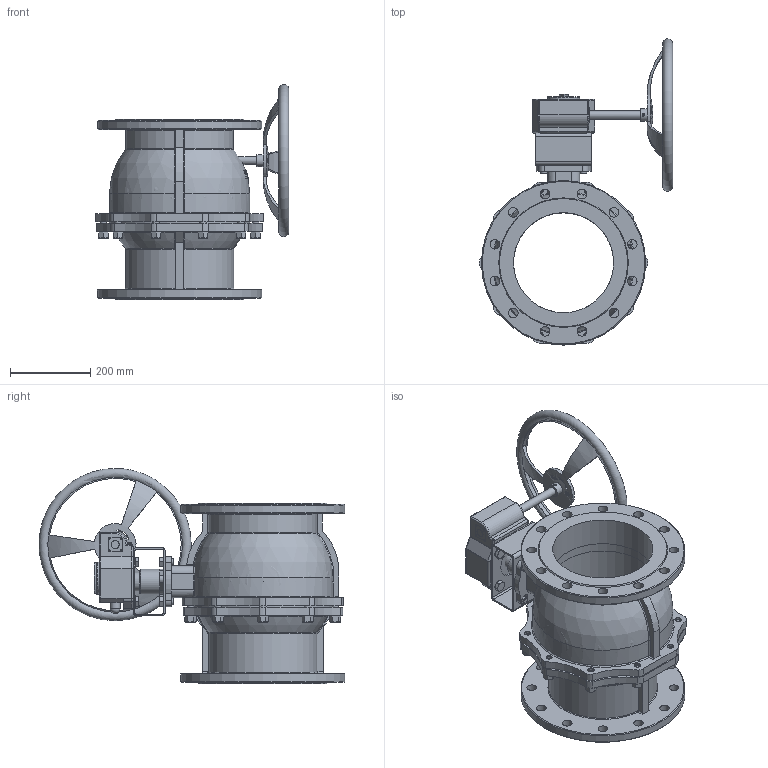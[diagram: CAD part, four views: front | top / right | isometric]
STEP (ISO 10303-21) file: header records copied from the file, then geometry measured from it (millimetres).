
FILE_DESCRIPTION(/* description */ (''),/* implementation_level */ '2;1');
FILE_NAME(/* name */ 'DN250_3D_STEP.stp',/* time_stamp */ '2023-12-19T17:57:03+03:00',/* author */ ('igorr'),/* organization */ (''),/* preprocessor_version */ 'ST-DEVELOPER v19.2',/* originating_system */ 'Autodesk Inventor 2023',/* authorisation */ '');
FILE_SCHEMA (('AUTOMOTIVE_DESIGN { 1 0 10303 214 3 1 1 }'));
Length unit declared in the file: millimetre
Products named in the file (18): Сборка; Деталь1; Деталь2; Деталь3; Деталь4; Деталь5; Деталь7; AS 1421 - M16 x 60 засверленный 
конец; ANSI B18.2.4.2M - M16x2; Сборка_1; Сборка0; Деталь1_1; AS 1427 - M2 x 4; AS 1427 - M5 x 6; Деталь2_1; BS 1804-2 - 6 x 30; Деталь8; AS 1110 - M16 x 25
Assembly tree (55 placements, depth 4):
  Сборка
    Деталь1
    Деталь2
    Деталь3
    Деталь4  x2
    Деталь5
    Деталь7
    AS 1421 - M16 x 60 засверленный 
конец  x10
    ANSI B18.2.4.2M - M16x2  x10
    Сборка_1
      Сборка0
        Деталь1_1
        AS 1427 - M2 x 4  x8
        AS 1427 - M5 x 6  x6
      Деталь2_1
      BS 1804-2 - 6 x 30
    Деталь8
    AS 1110 - M16 x 25  x8
Bounding box: 482.74 x 763.68 x 536.94 mm (x, y, z)
Volume: 23405891.7 mm3; surface area: 2554944.4 mm2
Topology: 53 solids, 54 shells, 1807 faces, 4447 edges, 2779 vertices
Faces by surface type: plane 709, cone 421, cylinder 343, bspline 212, torus 83, sphere 39
Full cylindrical faces by diameter (mm): 1.755 x8, 2 x16, 3.5 x8, 4.509 x6, 4.637 x1, 5 x10, 5.127 x1, 6 x4, 8.8 x6, 12 x2, 13.835 x10, 15 x20, 16 x26, 20 x4, 24 x32, 25 x2, 30 x1, 40 x1, 46.072 x1, 50 x2, 60 x1, 61.293 x1, 62 x1, 80 x1, 80.545 x2, 250 x3, 280 x2, 300 x3, 310 x2, 320 x1
Entity records: 37583 total; most frequent: CARTESIAN_POINT 14627, ORIENTED_EDGE 4688, DIRECTION 4113, EDGE_CURVE 2344, AXIS2_PLACEMENT_3D 1602, VERTEX_POINT 1505, EDGE_LOOP 1123, FACE_OUTER_BOUND 917
